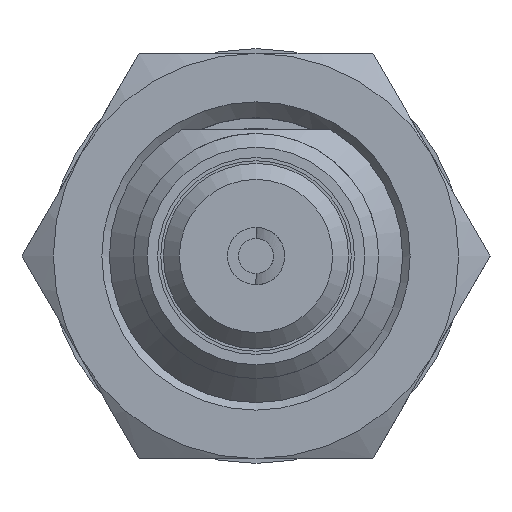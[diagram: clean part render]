
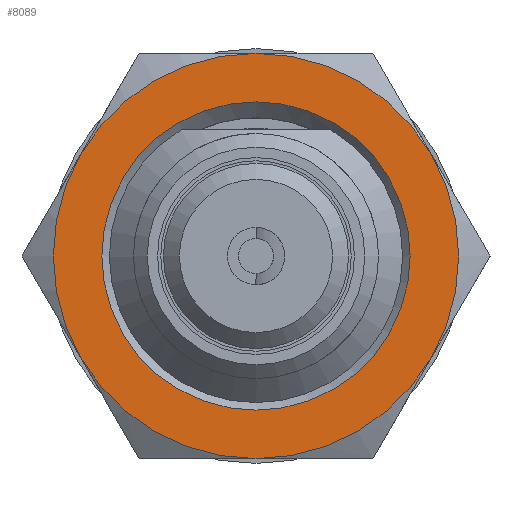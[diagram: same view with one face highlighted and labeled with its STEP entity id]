
A CAD part, left-side view. The second image highlights one B-rep face of the part: STEP entity #8089.
In plain terms, the highlighted planar face has unit normal (-1, 0, 0).
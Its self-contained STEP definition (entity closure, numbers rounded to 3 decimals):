
#310 = AXIS2_PLACEMENT_3D ( 'NONE', #3782, #3783, #3784 ) ;
#682 = AXIS2_PLACEMENT_3D ( 'NONE', #6587, #6588, #6589 ) ;
#1514 = ORIENTED_EDGE ( 'NONE', *, *, #4144, .F. ) ;
#1516 = ORIENTED_EDGE ( 'NONE', *, *, #4151, .T. ) ;
#1517 = ORIENTED_EDGE ( 'NONE', *, *, #4141, .T. ) ;
#1518 = ORIENTED_EDGE ( 'NONE', *, *, #4129, .T. ) ;
#1519 = ORIENTED_EDGE ( 'NONE', *, *, #4131, .T. ) ;
#1520 = ORIENTED_EDGE ( 'NONE', *, *, #4140, .T. ) ;
#1521 = ORIENTED_EDGE ( 'NONE', *, *, #4147, .T. ) ;
#1730 = VERTEX_POINT ( 'NONE', #3402 ) ;
#1733 = VERTEX_POINT ( 'NONE', #3405 ) ;
#1804 = VERTEX_POINT ( 'NONE', #3476 ) ;
#1809 = VERTEX_POINT ( 'NONE', #3481 ) ;
#1819 = VERTEX_POINT ( 'NONE', #3491 ) ;
#1824 = VERTEX_POINT ( 'NONE', #3496 ) ;
#1858 = CIRCLE ( 'NONE', #310, 6.35 ) ;
#1864 = CIRCLE ( 'NONE', #1909, 6.35 ) ;
#1866 = CIRCLE ( 'NONE', #1893, 6.35 ) ;
#1867 = CIRCLE ( 'NONE', #1872, 6.35 ) ;
#1872 = AXIS2_PLACEMENT_3D ( 'NONE', #3723, #3724, #3725 ) ;
#1876 = AXIS2_PLACEMENT_3D ( 'NONE', #3761, #3762, #3763 ) ;
#1880 = CIRCLE ( 'NONE', #1876, 4.831 ) ;
#1884 = AXIS2_PLACEMENT_3D ( 'NONE', #3716, #3717, #3718 ) ;
#1893 = AXIS2_PLACEMENT_3D ( 'NONE', #3749, #3750, #3751 ) ;
#1896 = AXIS2_PLACEMENT_3D ( 'NONE', #3752, #3753, #3754 ) ;
#1904 = CIRCLE ( 'NONE', #1884, 6.35 ) ;
#1905 = CIRCLE ( 'NONE', #1896, 6.35 ) ;
#1909 = AXIS2_PLACEMENT_3D ( 'NONE', #3771, #3772, #3773 ) ;
#2075 = EDGE_LOOP ( 'NONE', ( #1518, #1517, #1519, #1516, #1520, #1521 ) ) ;
#2076 = EDGE_LOOP ( 'NONE', ( #1514 ) ) ;
#3402 = CARTESIAN_POINT ( 'NONE',  ( -18.283, 0., 6.35 ) ) ;
#3405 = CARTESIAN_POINT ( 'NONE',  ( -18.283, 0., -6.35 ) ) ;
#3476 = CARTESIAN_POINT ( 'NONE',  ( -18.283, -5.499, 3.175 ) ) ;
#3481 = CARTESIAN_POINT ( 'NONE',  ( -18.283, -5.499, -3.175 ) ) ;
#3491 = CARTESIAN_POINT ( 'NONE',  ( -18.283, 5.499, 3.175 ) ) ;
#3496 = CARTESIAN_POINT ( 'NONE',  ( -18.283, 5.499, -3.175 ) ) ;
#3716 = CARTESIAN_POINT ( 'NONE',  ( -18.283, 0., 0. ) ) ;
#3717 = DIRECTION ( 'NONE',  ( -1., 0., 0. ) ) ;
#3718 = DIRECTION ( 'NONE',  ( 0., 0., 1. ) ) ;
#3723 = CARTESIAN_POINT ( 'NONE',  ( -18.283, 0., 0. ) ) ;
#3724 = DIRECTION ( 'NONE',  ( -1., 0., 0. ) ) ;
#3725 = DIRECTION ( 'NONE',  ( 0., 0., 1. ) ) ;
#3749 = CARTESIAN_POINT ( 'NONE',  ( -18.283, 0., 0. ) ) ;
#3750 = DIRECTION ( 'NONE',  ( -1., 0., 0. ) ) ;
#3751 = DIRECTION ( 'NONE',  ( 0., 0., 1. ) ) ;
#3752 = CARTESIAN_POINT ( 'NONE',  ( -18.283, 0., 0. ) ) ;
#3753 = DIRECTION ( 'NONE',  ( -1., 0., 0. ) ) ;
#3754 = DIRECTION ( 'NONE',  ( 0., 0., 1. ) ) ;
#3761 = CARTESIAN_POINT ( 'NONE',  ( -18.283, 0., 0. ) ) ;
#3762 = DIRECTION ( 'NONE',  ( -1., 0., 0. ) ) ;
#3763 = DIRECTION ( 'NONE',  ( 0., 0., 1. ) ) ;
#3771 = CARTESIAN_POINT ( 'NONE',  ( -18.283, 0., 0. ) ) ;
#3772 = DIRECTION ( 'NONE',  ( -1., 0., 0. ) ) ;
#3773 = DIRECTION ( 'NONE',  ( 0., 0., 1. ) ) ;
#3782 = CARTESIAN_POINT ( 'NONE',  ( -18.283, 0., 0. ) ) ;
#3783 = DIRECTION ( 'NONE',  ( -1., 0., 0. ) ) ;
#3784 = DIRECTION ( 'NONE',  ( 0., 0., 1. ) ) ;
#4129 = EDGE_CURVE ( 'NONE', #1730, #1819, #1904, .T. ) ;
#4131 = EDGE_CURVE ( 'NONE', #1824, #1733, #1867, .T. ) ;
#4140 = EDGE_CURVE ( 'NONE', #1809, #1804, #1866, .T. ) ;
#4141 = EDGE_CURVE ( 'NONE', #1819, #1824, #1905, .T. ) ;
#4144 = EDGE_CURVE ( 'NONE', #6166, #6166, #1880, .T. ) ;
#4147 = EDGE_CURVE ( 'NONE', #1804, #1730, #1864, .T. ) ;
#4151 = EDGE_CURVE ( 'NONE', #1733, #1809, #1858, .T. ) ;
#5981 = FACE_BOUND ( 'NONE', #2076, .T. ) ;
#5982 = FACE_OUTER_BOUND ( 'NONE', #2075, .T. ) ;
#6166 = VERTEX_POINT ( 'NONE', #7253 ) ;
#6586 = PLANE ( 'NONE',  #682 ) ;
#6587 = CARTESIAN_POINT ( 'NONE',  ( -18.283, 6.35, 0. ) ) ;
#6588 = DIRECTION ( 'NONE',  ( 1., 0., 0. ) ) ;
#6589 = DIRECTION ( 'NONE',  ( 0., 0., -1. ) ) ;
#7253 = CARTESIAN_POINT ( 'NONE',  ( -18.283, 0., 4.831 ) ) ;
#8089 = ADVANCED_FACE ( 'NONE', ( #5981, #5982 ), #6586, .F. ) ;
